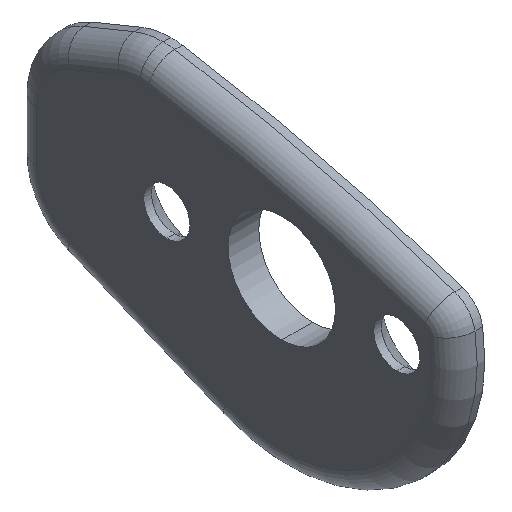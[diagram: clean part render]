
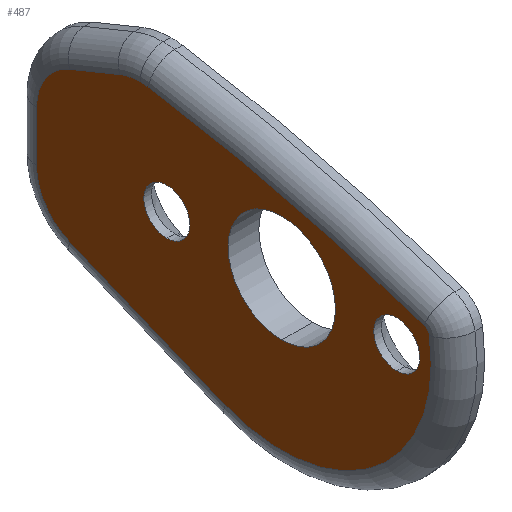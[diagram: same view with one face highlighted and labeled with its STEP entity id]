
A CAD part, isometric view. The second image highlights one B-rep face of the part: STEP entity #487.
In plain terms, the highlighted planar face has unit normal (-1, 0, 0).
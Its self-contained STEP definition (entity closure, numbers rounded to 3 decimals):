
#4 = EDGE_CURVE ( 'NONE', #452, #488, #584, .T. ) ;
#10 = AXIS2_PLACEMENT_3D ( 'NONE', #645, #341, #346 ) ;
#13 = VERTEX_POINT ( 'NONE', #365 ) ;
#14 = CARTESIAN_POINT ( 'NONE',  ( 0., 25., -3.285 ) ) ;
#22 = EDGE_CURVE ( 'NONE', #212, #719, #220, .T. ) ;
#26 = ORIENTED_EDGE ( 'NONE', *, *, #683, .T. ) ;
#27 = DIRECTION ( 'NONE',  ( 1., 0., 0. ) ) ;
#38 = VERTEX_POINT ( 'NONE', #288 ) ;
#43 = AXIS2_PLACEMENT_3D ( 'NONE', #14, #542, #250 ) ;
#62 = CARTESIAN_POINT ( 'NONE',  ( 0., -18.589, 3.916 ) ) ;
#63 = CIRCLE ( 'NONE', #10, 202. ) ;
#82 = ORIENTED_EDGE ( 'NONE', *, *, #671, .T. ) ;
#93 = VERTEX_POINT ( 'NONE', #198 ) ;
#111 = DIRECTION ( 'NONE',  ( 0., -0.926, -0.378 ) ) ;
#134 = LINE ( 'NONE', #453, #157 ) ;
#138 = DIRECTION ( 'NONE',  ( 0., 0., -1. ) ) ;
#157 = VECTOR ( 'NONE', #675, 1000. ) ;
#172 = DIRECTION ( 'NONE',  ( -1., 0., 0. ) ) ;
#176 = DIRECTION ( 'NONE',  ( 0., 0., -1. ) ) ;
#179 = CARTESIAN_POINT ( 'NONE',  ( 0., -15., 0. ) ) ;
#187 = VERTEX_POINT ( 'NONE', #662 ) ;
#198 = CARTESIAN_POINT ( 'NONE',  ( 0., 15., 3. ) ) ;
#199 = EDGE_CURVE ( 'NONE', #488, #452, #322, .T. ) ;
#201 = AXIS2_PLACEMENT_3D ( 'NONE', #605, #307, #394 ) ;
#205 = AXIS2_PLACEMENT_3D ( 'NONE', #786, #790, #176 ) ;
#212 = VERTEX_POINT ( 'NONE', #404 ) ;
#218 = CIRCLE ( 'NONE', #874, 19.5 ) ;
#219 = LINE ( 'NONE', #495, #677 ) ;
#220 = CIRCLE ( 'NONE', #371, 7. ) ;
#222 = ORIENTED_EDGE ( 'NONE', *, *, #618, .T. ) ;
#223 = VERTEX_POINT ( 'NONE', #762 ) ;
#225 = DIRECTION ( 'NONE',  ( 0., 0., 1. ) ) ;
#238 = CARTESIAN_POINT ( 'NONE',  ( 0., -18.26, 2.972 ) ) ;
#246 = ORIENTED_EDGE ( 'NONE', *, *, #908, .T. ) ;
#247 = VERTEX_POINT ( 'NONE', #391 ) ;
#250 = DIRECTION ( 'NONE',  ( 0., 0., 1. ) ) ;
#254 = FACE_BOUND ( 'NONE', #353, .T. ) ;
#273 = CARTESIAN_POINT ( 'NONE',  ( 0., 0., 7. ) ) ;
#288 = CARTESIAN_POINT ( 'NONE',  ( 0., 32., -3.285 ) ) ;
#289 = DIRECTION ( 'NONE',  ( 0., 0., 1. ) ) ;
#290 = EDGE_CURVE ( 'NONE', #629, #212, #63, .T. ) ;
#293 = CIRCLE ( 'NONE', #723, 7. ) ;
#295 = DIRECTION ( 'NONE',  ( 1., 0., 0. ) ) ;
#307 = DIRECTION ( 'NONE',  ( 1., 0., 0. ) ) ;
#316 = ORIENTED_EDGE ( 'NONE', *, *, #387, .T. ) ;
#322 = CIRCLE ( 'NONE', #420, 7. ) ;
#324 = EDGE_LOOP ( 'NONE', ( #246, #316, #626, #627, #774, #691, #821, #222, #988, #26 ) ) ;
#327 = EDGE_LOOP ( 'NONE', ( #366, #667 ) ) ;
#333 = CIRCLE ( 'NONE', #971, 3. ) ;
#334 = FACE_OUTER_BOUND ( 'NONE', #324, .T. ) ;
#341 = DIRECTION ( 'NONE',  ( -1., 0., 0. ) ) ;
#346 = DIRECTION ( 'NONE',  ( 0., 0., 1. ) ) ;
#353 = EDGE_LOOP ( 'NONE', ( #522, #82 ) ) ;
#354 = AXIS2_PLACEMENT_3D ( 'NONE', #368, #295, #138 ) ;
#365 = CARTESIAN_POINT ( 'NONE',  ( 0., -15., -3. ) ) ;
#366 = ORIENTED_EDGE ( 'NONE', *, *, #604, .T. ) ;
#368 = CARTESIAN_POINT ( 'NONE',  ( 0., 15., 0. ) ) ;
#371 = AXIS2_PLACEMENT_3D ( 'NONE', #445, #512, #289 ) ;
#383 = DIRECTION ( 'NONE',  ( 0., 0., -1. ) ) ;
#387 = EDGE_CURVE ( 'NONE', #708, #463, #219, .T. ) ;
#391 = CARTESIAN_POINT ( 'NONE',  ( 0., 21.119, 12.433 ) ) ;
#394 = DIRECTION ( 'NONE',  ( 0., 0., -1. ) ) ;
#398 = CARTESIAN_POINT ( 'NONE',  ( 0., 0., 0. ) ) ;
#399 = DIRECTION ( 'NONE',  ( 0., 0., 1. ) ) ;
#400 = CARTESIAN_POINT ( 'NONE',  ( 0., -19.247, 3.133 ) ) ;
#404 = CARTESIAN_POINT ( 'NONE',  ( 0., 17.411, 12.873 ) ) ;
#406 = DIRECTION ( 'NONE',  ( -1., 0., 0. ) ) ;
#420 = AXIS2_PLACEMENT_3D ( 'NONE', #993, #546, #399 ) ;
#424 = DIRECTION ( 'NONE',  ( 0., 0., -1. ) ) ;
#431 = CARTESIAN_POINT ( 'NONE',  ( 0., 47.977, -186.801 ) ) ;
#433 = DIRECTION ( 'NONE',  ( 0., 0., 1. ) ) ;
#435 = CARTESIAN_POINT ( 'NONE',  ( 0., 7.379, -18.05 ) ) ;
#445 = CARTESIAN_POINT ( 'NONE',  ( 0., 18.47, 5.954 ) ) ;
#452 = VERTEX_POINT ( 'NONE', #273 ) ;
#453 = CARTESIAN_POINT ( 'NONE',  ( 0., 113.914, -25.499 ) ) ;
#456 = CARTESIAN_POINT ( 'NONE',  ( 0., 18.47, 12.954 ) ) ;
#463 = VERTEX_POINT ( 'NONE', #435 ) ;
#472 = CIRCLE ( 'NONE', #205, 3. ) ;
#483 = CARTESIAN_POINT ( 'NONE',  ( 0., 27.649, 9.764 ) ) ;
#487 = ADVANCED_FACE ( 'NONE', ( #334, #655, #254, #975 ), #871, .T. ) ;
#488 = VERTEX_POINT ( 'NONE', #791 ) ;
#495 = CARTESIAN_POINT ( 'NONE',  ( 0., -16.941, -27.991 ) ) ;
#512 = DIRECTION ( 'NONE',  ( -1., 0., 0. ) ) ;
#517 = AXIS2_PLACEMENT_3D ( 'NONE', #883, #734, #737 ) ;
#522 = ORIENTED_EDGE ( 'NONE', *, *, #925, .T. ) ;
#525 = CARTESIAN_POINT ( 'NONE',  ( 0., 18.47, 5.954 ) ) ;
#542 = DIRECTION ( 'NONE',  ( -1., 0., 0. ) ) ;
#546 = DIRECTION ( 'NONE',  ( -1., 0., 0. ) ) ;
#567 = CARTESIAN_POINT ( 'NONE',  ( 0., -15., 3. ) ) ;
#569 = DIRECTION ( 'NONE',  ( -1., 0., 0. ) ) ;
#583 = CIRCLE ( 'NONE', #201, 3. ) ;
#584 = CIRCLE ( 'NONE', #517, 7. ) ;
#595 = CIRCLE ( 'NONE', #354, 3. ) ;
#603 = CARTESIAN_POINT ( 'NONE',  ( 0., 25., 3.285 ) ) ;
#604 = EDGE_CURVE ( 'NONE', #223, #93, #595, .T. ) ;
#605 = CARTESIAN_POINT ( 'NONE',  ( 0., -15., 0. ) ) ;
#612 = ORIENTED_EDGE ( 'NONE', *, *, #199, .F. ) ;
#618 = EDGE_CURVE ( 'NONE', #247, #853, #134, .T. ) ;
#622 = LINE ( 'NONE', #990, #935 ) ;
#623 = EDGE_CURVE ( 'NONE', #719, #247, #792, .T. ) ;
#626 = ORIENTED_EDGE ( 'NONE', *, *, #872, .T. ) ;
#627 = ORIENTED_EDGE ( 'NONE', *, *, #842, .T. ) ;
#629 = VERTEX_POINT ( 'NONE', #62 ) ;
#645 = CARTESIAN_POINT ( 'NONE',  ( 0., 47.977, -186.801 ) ) ;
#652 = CIRCLE ( 'NONE', #973, 1. ) ;
#655 = FACE_BOUND ( 'NONE', #327, .T. ) ;
#662 = CARTESIAN_POINT ( 'NONE',  ( 0., 32., 3.285 ) ) ;
#667 = ORIENTED_EDGE ( 'NONE', *, *, #969, .T. ) ;
#671 = EDGE_CURVE ( 'NONE', #979, #13, #583, .T. ) ;
#675 = DIRECTION ( 'NONE',  ( 0., 0.926, -0.378 ) ) ;
#677 = VECTOR ( 'NONE', #111, 1000. ) ;
#683 = EDGE_CURVE ( 'NONE', #187, #38, #622, .T. ) ;
#691 = ORIENTED_EDGE ( 'NONE', *, *, #22, .T. ) ;
#705 = DIRECTION ( 'NONE',  ( 0., 0., 1. ) ) ;
#708 = VERTEX_POINT ( 'NONE', #898 ) ;
#709 = EDGE_LOOP ( 'NONE', ( #918, #612 ) ) ;
#719 = VERTEX_POINT ( 'NONE', #456 ) ;
#723 = AXIS2_PLACEMENT_3D ( 'NONE', #603, #982, #225 ) ;
#725 = CIRCLE ( 'NONE', #43, 7. ) ;
#734 = DIRECTION ( 'NONE',  ( -1., 0., 0. ) ) ;
#737 = DIRECTION ( 'NONE',  ( 0., 0., 1. ) ) ;
#762 = CARTESIAN_POINT ( 'NONE',  ( 0., 15., -3. ) ) ;
#774 = ORIENTED_EDGE ( 'NONE', *, *, #290, .T. ) ;
#786 = CARTESIAN_POINT ( 'NONE',  ( 0., 15., 0. ) ) ;
#790 = DIRECTION ( 'NONE',  ( 1., 0., 0. ) ) ;
#791 = CARTESIAN_POINT ( 'NONE',  ( 0., 0., -7. ) ) ;
#792 = CIRCLE ( 'NONE', #895, 7. ) ;
#802 = EDGE_CURVE ( 'NONE', #853, #187, #293, .T. ) ;
#812 = DIRECTION ( 'NONE',  ( -1., 0., 0. ) ) ;
#821 = ORIENTED_EDGE ( 'NONE', *, *, #623, .T. ) ;
#842 = EDGE_CURVE ( 'NONE', #869, #629, #652, .T. ) ;
#853 = VERTEX_POINT ( 'NONE', #483 ) ;
#869 = VERTEX_POINT ( 'NONE', #400 ) ;
#871 = PLANE ( 'NONE',  #945 ) ;
#872 = EDGE_CURVE ( 'NONE', #463, #869, #218, .T. ) ;
#874 = AXIS2_PLACEMENT_3D ( 'NONE', #398, #406, #923 ) ;
#883 = CARTESIAN_POINT ( 'NONE',  ( 0., 0., 0. ) ) ;
#895 = AXIS2_PLACEMENT_3D ( 'NONE', #525, #812, #972 ) ;
#898 = CARTESIAN_POINT ( 'NONE',  ( 0., 27.649, -9.764 ) ) ;
#908 = EDGE_CURVE ( 'NONE', #38, #708, #725, .T. ) ;
#918 = ORIENTED_EDGE ( 'NONE', *, *, #4, .F. ) ;
#923 = DIRECTION ( 'NONE',  ( 0., 0., 1. ) ) ;
#925 = EDGE_CURVE ( 'NONE', #13, #979, #333, .T. ) ;
#935 = VECTOR ( 'NONE', #383, 1000. ) ;
#945 = AXIS2_PLACEMENT_3D ( 'NONE', #431, #569, #433 ) ;
#969 = EDGE_CURVE ( 'NONE', #93, #223, #472, .T. ) ;
#971 = AXIS2_PLACEMENT_3D ( 'NONE', #179, #27, #424 ) ;
#972 = DIRECTION ( 'NONE',  ( 0., 0., 1. ) ) ;
#973 = AXIS2_PLACEMENT_3D ( 'NONE', #238, #172, #705 ) ;
#975 = FACE_BOUND ( 'NONE', #709, .T. ) ;
#979 = VERTEX_POINT ( 'NONE', #567 ) ;
#982 = DIRECTION ( 'NONE',  ( -1., 0., 0. ) ) ;
#988 = ORIENTED_EDGE ( 'NONE', *, *, #802, .T. ) ;
#990 = CARTESIAN_POINT ( 'NONE',  ( 0., 32., -186.801 ) ) ;
#993 = CARTESIAN_POINT ( 'NONE',  ( 0., 0., 0. ) ) ;
